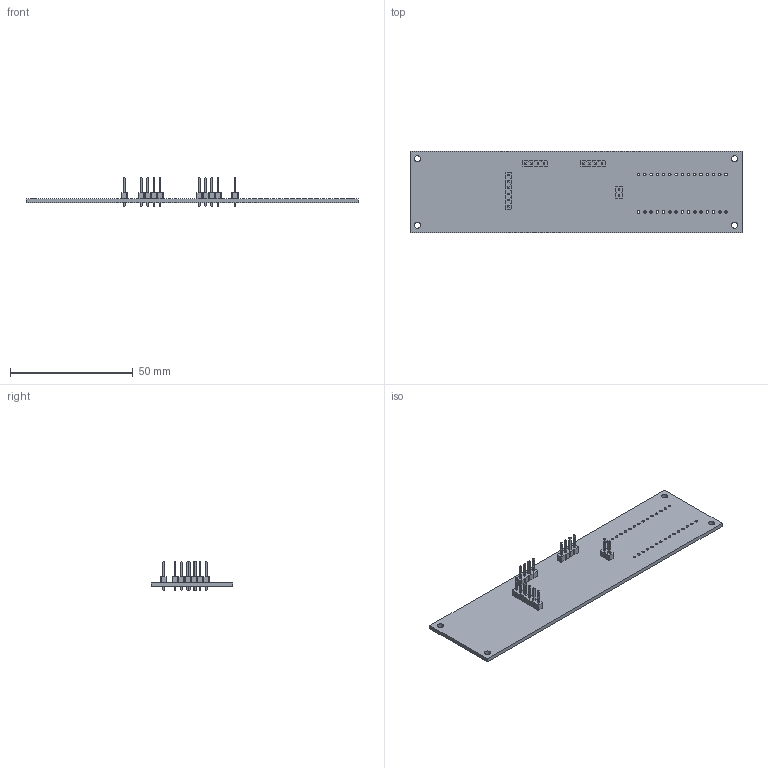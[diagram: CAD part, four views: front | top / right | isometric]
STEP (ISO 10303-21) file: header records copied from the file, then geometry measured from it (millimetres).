
FILE_DESCRIPTION(('KiCad electronic assembly'),'2;1');
FILE_NAME('Meteo_braslet.step','2023-07-13T12:35:25',('Pcbnew'),('Kicad' ),'Open CASCADE STEP processor 7.6','KiCad to STEP converter', 'Unknown');
FILE_SCHEMA(('AUTOMOTIVE_DESIGN { 1 0 10303 214 1 1 1 1 }'));
Length unit declared in the file: millimetre
Products named in the file (8): Meteo_braslet 1; PinHeader_1x06_P2.54mm_Vertical; SOLID; PinHeader_1x04_P2.54mm_Vertical; PinHeader_1x02_P2.54mm_Vertical; Meteo_braslet PCB
Assembly tree (8 placements, depth 3):
  Meteo_braslet 1
    PinHeader_1x06_P2.54mm_Vertical
      SOLID
    PinHeader_1x04_P2.54mm_Vertical  x2
      SOLID
    PinHeader_1x02_P2.54mm_Vertical
      SOLID
    Meteo_braslet PCB
Bounding box: 135 x 33 x 11.54 mm (x, y, z)
Volume: 7265.9 mm3; surface area: 10434.1 mm2
Topology: 5 solids, 5 shells, 456 faces, 1114 edges, 700 vertices
Faces by surface type: plane 406, cylinder 50
Full cylindrical faces by diameter (mm): 1 x46, 2.5 x4
Entity records: 24402 total; most frequent: CARTESIAN_POINT 4145, DIRECTION 3358, LINE 2428, VECTOR 2428, ORIENTED_EDGE 1752, PCURVE 1752, DEFINITIONAL_REPRESENTATION 1752, EDGE_CURVE 876
